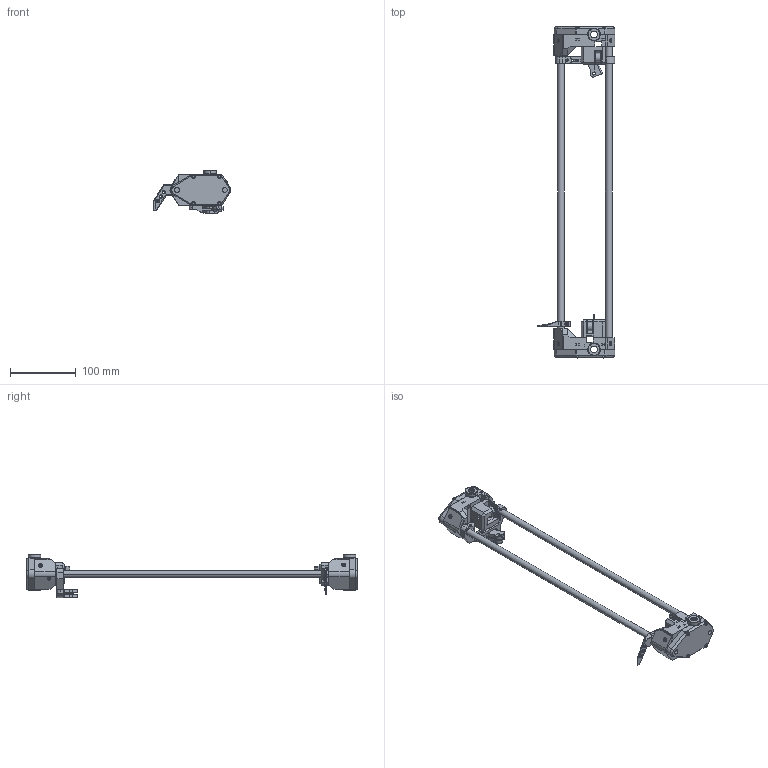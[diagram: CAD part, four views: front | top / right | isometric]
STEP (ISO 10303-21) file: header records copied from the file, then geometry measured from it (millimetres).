
FILE_DESCRIPTION(('CATIA V5 STEP Exchange'),'2;1');
FILE_NAME('HYPERCUBE-EVO-A003_NGEN.stp','2021-01-20T04:48:49+00:00',('none'),('none'),'CATIA Version 5 Release 21 GA (IN-10)','CATIA V5 STEP AP203','none');
FILE_SCHEMA(('CONFIG_CONTROL_DESIGN'));
Length unit declared in the file: millimetre
Products named in the file (1): HYPERCUBE-EVO-A003_NGEN
Assembly tree (52 placements, depth 2):
  HYPERCUBE-EVO-A003_NGEN
    #58  x2
    #177  x2
    #5407
    #8676
    #14706
    #20663  x2
    #22987  x2
    #23754  x2
    #25993  x17
    #31365  x8
    #32007  x4
    #32709  x5
    #33351  x2
    #33782
    #36054
    #38148
Bounding box: 118.1 x 506 x 66 mm (x, y, z)
Volume: 353094.7 mm3; surface area: 139408.8 mm2
Topology: 52 solids, 52 shells, 2928 faces, 7965 edges, 5247 vertices
Faces by surface type: cylinder 895, plane 802, bspline 760, cone 246, torus 193, sphere 32
Entity records: 38645 total; most frequent: CARTESIAN_POINT 12966, ORIENTED_EDGE 5712, DIRECTION 4177, EDGE_CURVE 2856, VERTEX_POINT 1884, AXIS2_PLACEMENT_3D 1725, VECTOR 1537, LINE 1537
